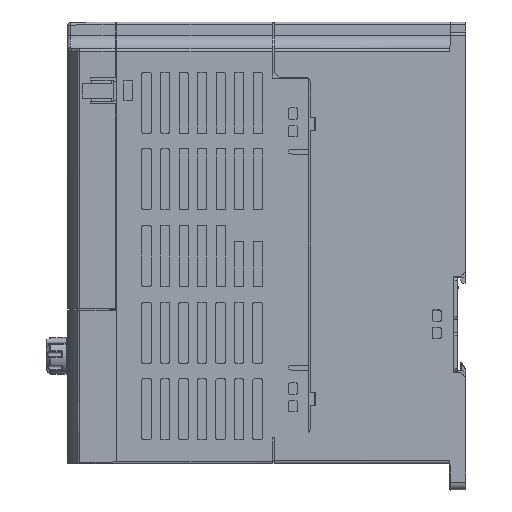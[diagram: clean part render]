
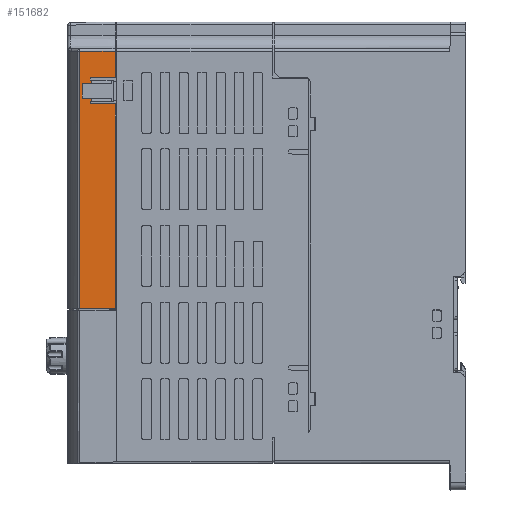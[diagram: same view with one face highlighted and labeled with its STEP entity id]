
A CAD part, left-side view. The second image highlights one B-rep face of the part: STEP entity #151682.
In plain terms, the highlighted planar face has unit normal (-1, 0.009, 0).
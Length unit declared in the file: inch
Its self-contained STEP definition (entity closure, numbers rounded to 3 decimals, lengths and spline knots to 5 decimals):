
#892 = EDGE_CURVE ( 'NONE', #122100, #59272, #131022, .T. ) ;
#1519 = ORIENTED_EDGE ( 'NONE', *, *, #100975, .T. ) ;
#2127 = VECTOR ( 'NONE', #103519, 39.37008 ) ;
#5454 = VERTEX_POINT ( 'NONE', #38880 ) ;
#6344 = DIRECTION ( 'NONE',  ( 0., 0., 1. ) ) ;
#7502 = DIRECTION ( 'NONE',  ( 0., 0., -1. ) ) ;
#7959 = VECTOR ( 'NONE', #6344, 39.37008 ) ;
#8276 = CARTESIAN_POINT ( 'NONE',  ( -1.98491, 5.34076, -1.1811 ) ) ;
#8962 = ORIENTED_EDGE ( 'NONE', *, *, #46871, .T. ) ;
#11003 = CARTESIAN_POINT ( 'NONE',  ( -1.98491, 5.34076, -0.86614 ) ) ;
#11972 = EDGE_CURVE ( 'NONE', #122100, #91337, #14307, .T. ) ;
#12735 = DIRECTION ( 'NONE',  ( 0., 0., -1. ) ) ;
#13930 = DIRECTION ( 'NONE',  ( -0.009, -1., 0. ) ) ;
#14307 = LINE ( 'NONE', #41547, #29529 ) ;
#16425 = VECTOR ( 'NONE', #32499, 39.37008 ) ;
#17567 = CARTESIAN_POINT ( 'NONE',  ( -1.98802, 4.98425, -0.82677 ) ) ;
#17801 = EDGE_CURVE ( 'NONE', #144825, #112582, #40282, .T. ) ;
#18290 = VECTOR ( 'NONE', #119302, 39.37008 ) ;
#18372 = DIRECTION ( 'NONE',  ( 0., 0., 1. ) ) ;
#19030 = DIRECTION ( 'NONE',  ( 0.009, 1., 0. ) ) ;
#21659 = CARTESIAN_POINT ( 'NONE',  ( -1.98475, 5.35827, -4.40477 ) ) ;
#22749 = CARTESIAN_POINT ( 'NONE',  ( -1.98339, 5.51413, -4.40477 ) ) ;
#23399 = ORIENTED_EDGE ( 'NONE', *, *, #130522, .T. ) ;
#23762 = VERTEX_POINT ( 'NONE', #26909 ) ;
#24072 = DIRECTION ( 'NONE',  ( -0.009, -1., 0. ) ) ;
#24394 = VERTEX_POINT ( 'NONE', #97063 ) ;
#25466 = ORIENTED_EDGE ( 'NONE', *, *, #892, .T. ) ;
#26615 = EDGE_CURVE ( 'NONE', #127609, #80302, #148203, .T. ) ;
#26909 = CARTESIAN_POINT ( 'NONE',  ( -1.98491, 5.34076, -0.86614 ) ) ;
#27046 = ORIENTED_EDGE ( 'NONE', *, *, #31066, .T. ) ;
#27203 =( BOUNDED_CURVE ( )  B_SPLINE_CURVE ( 3, ( #115076, #128635, #139874, #30039 ),
 .UNSPECIFIED., .F., .T. ) 
 B_SPLINE_CURVE_WITH_KNOTS ( ( 4, 4 ),
 ( 0., 1.5708 ),
 .UNSPECIFIED. ) 
 CURVE ( )  GEOMETRIC_REPRESENTATION_ITEM ( )  RATIONAL_B_SPLINE_CURVE ( ( 1., 0.805, 0.805, 1. ) ) 
 REPRESENTATION_ITEM ( '' )  );
#29529 = VECTOR ( 'NONE', #90413, 39.37008 ) ;
#30039 = CARTESIAN_POINT ( 'NONE',  ( -1.98785, 5.00394, -4.27165 ) ) ;
#31066 = EDGE_CURVE ( 'NONE', #136454, #108673, #54500, .T. ) ;
#31220 = ORIENTED_EDGE ( 'NONE', *, *, #129683, .T. ) ;
#31616 = VECTOR ( 'NONE', #158071, 39.37008 ) ;
#31836 = VECTOR ( 'NONE', #19030, 39.37008 ) ;
#32423 = DIRECTION ( 'NONE',  ( 0.009, 1., -0.009 ) ) ;
#32499 = DIRECTION ( 'NONE',  ( 0., 0., 1. ) ) ;
#33110 = EDGE_CURVE ( 'NONE', #59272, #50701, #132550, .T. ) ;
#33946 = EDGE_CURVE ( 'NONE', #80302, #5454, #27203, .T. ) ;
#38880 = CARTESIAN_POINT ( 'NONE',  ( -1.98785, 5.00394, -4.27165 ) ) ;
#39190 = ORIENTED_EDGE ( 'NONE', *, *, #17801, .T. ) ;
#39972 = CARTESIAN_POINT ( 'NONE',  ( -1.98475, 5.35827, -0.86614 ) ) ;
#40282 = LINE ( 'NONE', #55431, #2127 ) ;
#40777 = EDGE_LOOP ( 'NONE', ( #25466, #66911, #106875, #54969, #90665, #90596, #149753, #39190, #1519, #84086, #27046, #23399, #78409, #8962, #31220, #152872, #124735 ) ) ;
#41318 = VECTOR ( 'NONE', #18372, 39.37008 ) ;
#41547 = CARTESIAN_POINT ( 'NONE',  ( -1.98802, 4.98425, 0. ) ) ;
#44475 = CARTESIAN_POINT ( 'NONE',  ( -1.98802, 4.98425, -0.43324 ) ) ;
#45936 = CARTESIAN_POINT ( 'NONE',  ( -1.98819, 4.96457, -0.91339 ) ) ;
#46871 = EDGE_CURVE ( 'NONE', #23762, #134965, #132843, .T. ) ;
#47393 = DIRECTION ( 'NONE',  ( 0.009, 1., 0. ) ) ;
#48301 = VECTOR ( 'NONE', #12735, 39.37008 ) ;
#48448 = FACE_OUTER_BOUND ( 'NONE', #40777, .T. ) ;
#50701 = VERTEX_POINT ( 'NONE', #63771 ) ;
#51922 = VECTOR ( 'NONE', #95403, 39.37008 ) ;
#52304 = AXIS2_PLACEMENT_3D ( 'NONE', #98909, #151549, #13930 ) ;
#52935 = LINE ( 'NONE', #153026, #41318 ) ;
#54500 = LINE ( 'NONE', #152264, #7959 ) ;
#54969 = ORIENTED_EDGE ( 'NONE', *, *, #33946, .F. ) ;
#55153 = CARTESIAN_POINT ( 'NONE',  ( -1.98491, 5.34076, -0.91339 ) ) ;
#55431 = CARTESIAN_POINT ( 'NONE',  ( -1.98475, 5.35827, -1.1811 ) ) ;
#57579 = CARTESIAN_POINT ( 'NONE',  ( -1.98475, 5.35827, -1.1811 ) ) ;
#57943 = LINE ( 'NONE', #45936, #85304 ) ;
#59272 = VERTEX_POINT ( 'NONE', #147396 ) ;
#60108 = LINE ( 'NONE', #21659, #51922 ) ;
#60948 = LINE ( 'NONE', #145921, #61172 ) ;
#61172 = VECTOR ( 'NONE', #24072, 39.37008 ) ;
#61520 = CARTESIAN_POINT ( 'NONE',  ( -1.98475, 5.35827, -1.22047 ) ) ;
#63771 = CARTESIAN_POINT ( 'NONE',  ( -1.98339, 5.51413, -4.27165 ) ) ;
#65379 = EDGE_CURVE ( 'NONE', #97665, #144825, #154359, .T. ) ;
#65447 = VECTOR ( 'NONE', #47393, 39.37008 ) ;
#66911 = ORIENTED_EDGE ( 'NONE', *, *, #33110, .T. ) ;
#72035 = CARTESIAN_POINT ( 'NONE',  ( -1.98491, 5.34076, -4.40477 ) ) ;
#75182 = DIRECTION ( 'NONE',  ( 0., 0., 1. ) ) ;
#78409 = ORIENTED_EDGE ( 'NONE', *, *, #100167, .T. ) ;
#78973 = CARTESIAN_POINT ( 'NONE',  ( -1.98372, 5.47638, -1.13386 ) ) ;
#80302 = VERTEX_POINT ( 'NONE', #154707 ) ;
#82225 = CARTESIAN_POINT ( 'NONE',  ( -1.98475, 5.35827, -4.40477 ) ) ;
#84086 = ORIENTED_EDGE ( 'NONE', *, *, #136191, .T. ) ;
#84559 = VECTOR ( 'NONE', #75182, 39.37008 ) ;
#85085 = EDGE_CURVE ( 'NONE', #132671, #91337, #60948, .T. ) ;
#85304 = VECTOR ( 'NONE', #110008, 39.37008 ) ;
#90413 = DIRECTION ( 'NONE',  ( 0., 0., -1. ) ) ;
#90596 = ORIENTED_EDGE ( 'NONE', *, *, #105551, .T. ) ;
#90665 = ORIENTED_EDGE ( 'NONE', *, *, #26615, .F. ) ;
#91337 = VERTEX_POINT ( 'NONE', #17567 ) ;
#95403 = DIRECTION ( 'NONE',  ( 0., 0., 1. ) ) ;
#97063 = CARTESIAN_POINT ( 'NONE',  ( -1.98491, 5.34076, -1.13386 ) ) ;
#97665 = VERTEX_POINT ( 'NONE', #61520 ) ;
#98909 = CARTESIAN_POINT ( 'NONE',  ( -1.98819, 4.96457, -4.40477 ) ) ;
#99980 = VECTOR ( 'NONE', #32423, 39.37008 ) ;
#100167 = EDGE_CURVE ( 'NONE', #152228, #23762, #157778, .T. ) ;
#100975 = EDGE_CURVE ( 'NONE', #112582, #24394, #52935, .T. ) ;
#102655 = PLANE ( 'NONE',  #52304 ) ;
#103519 = DIRECTION ( 'NONE',  ( -0.009, -1., 0. ) ) ;
#103968 = CARTESIAN_POINT ( 'NONE',  ( -1.98802, 4.98425, -1.22047 ) ) ;
#105551 = EDGE_CURVE ( 'NONE', #127609, #97665, #135589, .T. ) ;
#106721 = LINE ( 'NONE', #132328, #65447 ) ;
#106875 = ORIENTED_EDGE ( 'NONE', *, *, #112895, .F. ) ;
#108673 = VERTEX_POINT ( 'NONE', #143175 ) ;
#110008 = DIRECTION ( 'NONE',  ( -0.009, -1., 0. ) ) ;
#112582 = VERTEX_POINT ( 'NONE', #8276 ) ;
#112895 = EDGE_CURVE ( 'NONE', #5454, #50701, #106721, .T. ) ;
#113259 = CARTESIAN_POINT ( 'NONE',  ( -1.98475, 5.35827, -0.82677 ) ) ;
#115076 = CARTESIAN_POINT ( 'NONE',  ( -1.98802, 4.98425, -4.25197 ) ) ;
#118470 = LINE ( 'NONE', #153717, #31836 ) ;
#119302 = DIRECTION ( 'NONE',  ( 0.009, 1., 0. ) ) ;
#119656 = CARTESIAN_POINT ( 'NONE',  ( -1.98802, 4.98425, -1.22047 ) ) ;
#122100 = VERTEX_POINT ( 'NONE', #134816 ) ;
#122593 = CARTESIAN_POINT ( 'NONE',  ( -1.98802, 4.98425, 0. ) ) ;
#124735 = ORIENTED_EDGE ( 'NONE', *, *, #11972, .F. ) ;
#127609 = VERTEX_POINT ( 'NONE', #103968 ) ;
#128635 = CARTESIAN_POINT ( 'NONE',  ( -1.98802, 4.98425, -4.2635 ) ) ;
#129683 = EDGE_CURVE ( 'NONE', #134965, #132671, #60108, .T. ) ;
#130522 = EDGE_CURVE ( 'NONE', #108673, #152228, #57943, .T. ) ;
#131022 = LINE ( 'NONE', #44475, #99980 ) ;
#131122 = VECTOR ( 'NONE', #7502, 39.37008 ) ;
#132328 = CARTESIAN_POINT ( 'NONE',  ( -1.98785, 5.00394, -4.27165 ) ) ;
#132550 = LINE ( 'NONE', #22749, #131122 ) ;
#132671 = VERTEX_POINT ( 'NONE', #113259 ) ;
#132843 = LINE ( 'NONE', #11003, #18290 ) ;
#134816 = CARTESIAN_POINT ( 'NONE',  ( -1.98802, 4.98425, -0.43324 ) ) ;
#134965 = VERTEX_POINT ( 'NONE', #39972 ) ;
#135589 = LINE ( 'NONE', #119656, #31616 ) ;
#136191 = EDGE_CURVE ( 'NONE', #24394, #136454, #118470, .T. ) ;
#136454 = VERTEX_POINT ( 'NONE', #78973 ) ;
#139874 = CARTESIAN_POINT ( 'NONE',  ( -1.98795, 4.99241, -4.27165 ) ) ;
#143175 = CARTESIAN_POINT ( 'NONE',  ( -1.98372, 5.47638, -0.91339 ) ) ;
#144825 = VERTEX_POINT ( 'NONE', #57579 ) ;
#145921 = CARTESIAN_POINT ( 'NONE',  ( -1.98475, 5.35827, -0.82677 ) ) ;
#147396 = CARTESIAN_POINT ( 'NONE',  ( -1.98339, 5.51413, -0.43787 ) ) ;
#148203 = LINE ( 'NONE', #122593, #48301 ) ;
#149753 = ORIENTED_EDGE ( 'NONE', *, *, #65379, .T. ) ;
#151549 = DIRECTION ( 'NONE',  ( -1., 0.009, 0. ) ) ;
#151682 = ADVANCED_FACE ( 'NONE', ( #48448 ), #102655, .T. ) ;
#152228 = VERTEX_POINT ( 'NONE', #55153 ) ;
#152264 = CARTESIAN_POINT ( 'NONE',  ( -1.98372, 5.47638, -4.40477 ) ) ;
#152872 = ORIENTED_EDGE ( 'NONE', *, *, #85085, .T. ) ;
#153026 = CARTESIAN_POINT ( 'NONE',  ( -1.98491, 5.34076, -4.40477 ) ) ;
#153717 = CARTESIAN_POINT ( 'NONE',  ( -1.98819, 4.96457, -1.13386 ) ) ;
#154359 = LINE ( 'NONE', #82225, #16425 ) ;
#154707 = CARTESIAN_POINT ( 'NONE',  ( -1.98802, 4.98425, -4.25197 ) ) ;
#157778 = LINE ( 'NONE', #72035, #84559 ) ;
#158071 = DIRECTION ( 'NONE',  ( 0.009, 1., 0. ) ) ;
